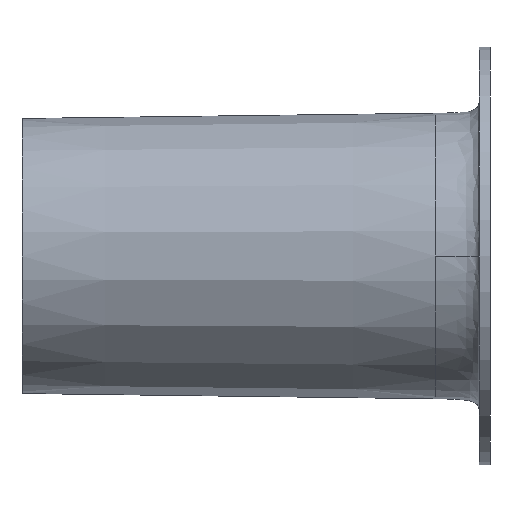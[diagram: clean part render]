
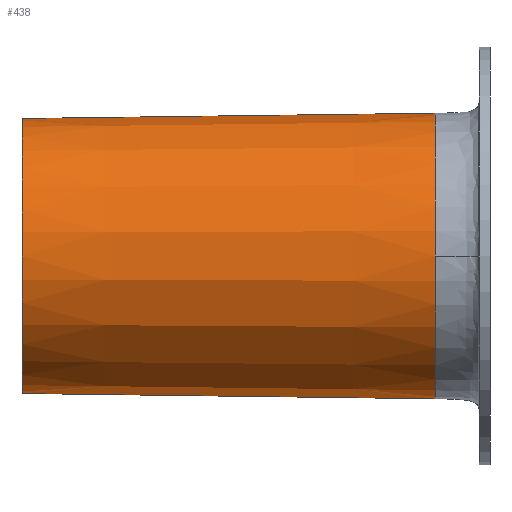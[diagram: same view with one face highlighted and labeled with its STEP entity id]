
A CAD part, left-side view. The second image highlights one B-rep face of the part: STEP entity #438.
In plain terms, the highlighted conical face has half-angle 0.733 degrees and reference radius 54 mm.
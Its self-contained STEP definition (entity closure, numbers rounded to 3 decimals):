
#5 = ORIENTED_EDGE ( 'NONE', *, *, #164, .F. ) ;
#32 = CONICAL_SURFACE ( 'NONE', #208, 54., 0.013 ) ;
#49 = CARTESIAN_POINT ( 'NONE',  ( 0., 177., 52. ) ) ;
#61 = AXIS2_PLACEMENT_3D ( 'NONE', #552, #310, #451 ) ;
#77 = DIRECTION ( 'NONE',  ( 0., -1., 0.013 ) ) ;
#109 = AXIS2_PLACEMENT_3D ( 'NONE', #289, #426, #281 ) ;
#111 = DIRECTION ( 'NONE',  ( 0., 0., -1. ) ) ;
#164 = EDGE_CURVE ( 'NONE', #179, #322, #328, .T. ) ;
#179 = VERTEX_POINT ( 'NONE', #446 ) ;
#185 = CARTESIAN_POINT ( 'NONE',  ( 0., 20.675, 0. ) ) ;
#186 = CIRCLE ( 'NONE', #109, 54. ) ;
#202 = EDGE_CURVE ( 'NONE', #419, #280, #207, .T. ) ;
#207 = CIRCLE ( 'NONE', #61, 52. ) ;
#208 = AXIS2_PLACEMENT_3D ( 'NONE', #185, #374, #567 ) ;
#225 = CARTESIAN_POINT ( 'NONE',  ( 0., 20.675, 54. ) ) ;
#234 = ORIENTED_EDGE ( 'NONE', *, *, #383, .F. ) ;
#254 = EDGE_CURVE ( 'NONE', #280, #322, #360, .T. ) ;
#255 = DIRECTION ( 'NONE',  ( 0., -1., 0. ) ) ;
#266 = CARTESIAN_POINT ( 'NONE',  ( 0., 177., -52. ) ) ;
#274 = ORIENTED_EDGE ( 'NONE', *, *, #202, .T. ) ;
#275 = VECTOR ( 'NONE', #77, 1000. ) ;
#280 = VERTEX_POINT ( 'NONE', #266 ) ;
#281 = DIRECTION ( 'NONE',  ( 0., 0., -1. ) ) ;
#289 = CARTESIAN_POINT ( 'NONE',  ( 0., 20.675, 0. ) ) ;
#291 = EDGE_CURVE ( 'NONE', #419, #466, #304, .T. ) ;
#298 = CARTESIAN_POINT ( 'NONE',  ( 0., 20.675, 0. ) ) ;
#303 = AXIS2_PLACEMENT_3D ( 'NONE', #298, #255, #111 ) ;
#304 = LINE ( 'NONE', #225, #275 ) ;
#310 = DIRECTION ( 'NONE',  ( 0., -1., 0. ) ) ;
#322 = VERTEX_POINT ( 'NONE', #508 ) ;
#328 = CIRCLE ( 'NONE', #303, 54. ) ;
#360 = LINE ( 'NONE', #501, #467 ) ;
#371 = ORIENTED_EDGE ( 'NONE', *, *, #254, .T. ) ;
#374 = DIRECTION ( 'NONE',  ( 0., -1., 0. ) ) ;
#383 = EDGE_CURVE ( 'NONE', #466, #179, #186, .T. ) ;
#419 = VERTEX_POINT ( 'NONE', #49 ) ;
#426 = DIRECTION ( 'NONE',  ( 0., -1., 0. ) ) ;
#438 = ADVANCED_FACE ( 'NONE', ( #470 ), #32, .T. ) ;
#446 = CARTESIAN_POINT ( 'NONE',  ( -54., 20.675, 0. ) ) ;
#451 = DIRECTION ( 'NONE',  ( 0., 0., -1. ) ) ;
#452 = CARTESIAN_POINT ( 'NONE',  ( 0., 20.675, 54. ) ) ;
#455 = DIRECTION ( 'NONE',  ( 0., -1., -0.013 ) ) ;
#466 = VERTEX_POINT ( 'NONE', #452 ) ;
#467 = VECTOR ( 'NONE', #455, 1000. ) ;
#470 = FACE_OUTER_BOUND ( 'NONE', #480, .T. ) ;
#480 = EDGE_LOOP ( 'NONE', ( #518, #274, #371, #5, #234 ) ) ;
#501 = CARTESIAN_POINT ( 'NONE',  ( 0., 20.675, -54. ) ) ;
#508 = CARTESIAN_POINT ( 'NONE',  ( 0., 20.675, -54. ) ) ;
#518 = ORIENTED_EDGE ( 'NONE', *, *, #291, .F. ) ;
#552 = CARTESIAN_POINT ( 'NONE',  ( 0., 177., 0. ) ) ;
#567 = DIRECTION ( 'NONE',  ( 0., 0., -1. ) ) ;
